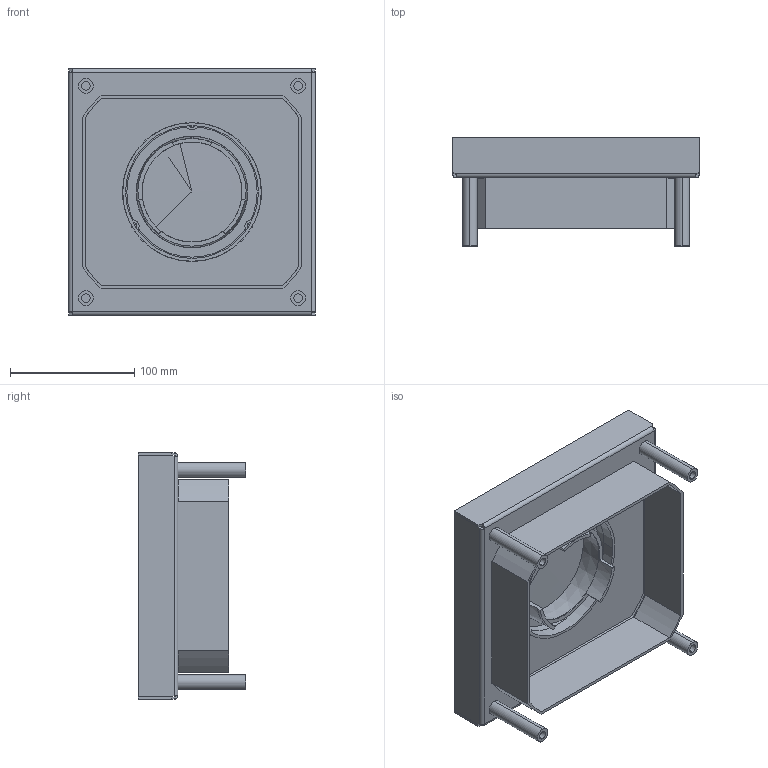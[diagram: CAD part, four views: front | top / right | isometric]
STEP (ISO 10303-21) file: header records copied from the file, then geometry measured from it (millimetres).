
FILE_DESCRIPTION((''),'2;1');
FILE_NAME('EKQ060TM25_ASM','2024-02-28T16:06:13',('goergem'),(''),'CREO PARAMETRIC BY PTC INC, 2022281','CREO PARAMETRIC BY PTC INC, 2022281','');
FILE_SCHEMA(('AUTOMOTIVE_DESIGN { 1 0 10303 214 1 1 1 1 }'));
Length unit declared in the file: millimetre
Products named in the file (13): T-00597_1; T-00595_1_1; T-00806_ASM_1_ASM; U09001_1_1; T-00585_1; T-00722S_1; T-00721GEN_1_1; T-00720GEN_1_1; T-G00076_1_1; T-00791GEN_ASM_1_1_ASM; T-00859_ASM_1_ASM; T-00930_ASM_1_ASM; EKQ060TM25_ASM
Assembly tree (15 placements, depth 5):
  EKQ060TM25_ASM
    T-00930_ASM_1_ASM
      T-00806_ASM_1_ASM
        T-00597_1
        T-00595_1_1
      U09001_1_1  x4
      T-00859_ASM_1_ASM
        T-00585_1
        T-00722S_1
        T-00791GEN_ASM_1_1_ASM
          T-00721GEN_1_1
          T-00720GEN_1_1
          T-G00076_1_1
Bounding box: 199 x 87 x 199 mm (x, y, z)
Volume: 328260.8 mm3; surface area: 314119.5 mm2
Topology: 11 solids, 11 shells, 268 faces, 648 edges, 414 vertices
Faces by surface type: plane 153, cylinder 105, cone 10
Entity records: 10665 total; most frequent: DIRECTION 1539, CARTESIAN_POINT 1380, ORIENTED_EDGE 1148, AXIS2_PLACEMENT_3D 574, EDGE_CURVE 574, VERTEX_POINT 366, VECTOR 356, LINE 356
